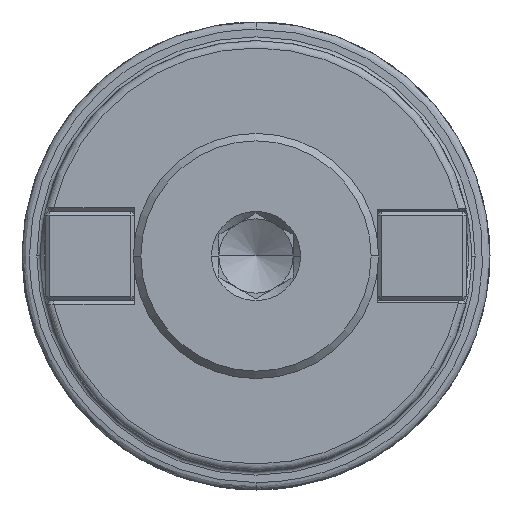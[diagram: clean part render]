
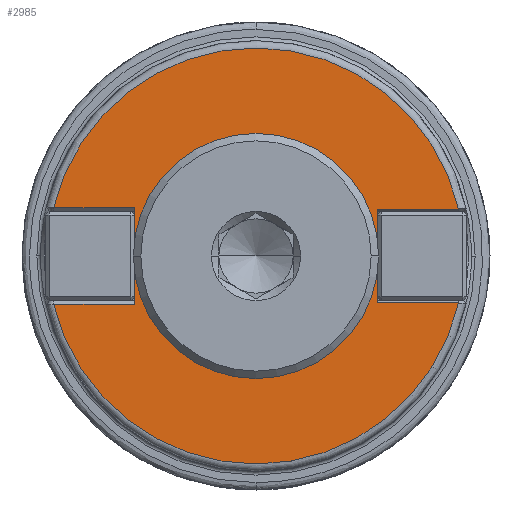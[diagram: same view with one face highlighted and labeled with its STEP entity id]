
A CAD part, front view. The second image highlights one B-rep face of the part: STEP entity #2985.
In plain terms, the highlighted planar face has unit normal (0, -1, 0).
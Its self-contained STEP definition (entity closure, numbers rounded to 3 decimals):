
#194 = FACE_BOUND ( 'NONE', #7314, .T. ) ;
#234 = EDGE_CURVE ( 'NONE', #9735, #908, #7221, .T. ) ;
#444 = VECTOR ( 'NONE', #3913, 1000. ) ;
#582 = VERTEX_POINT ( 'NONE', #890 ) ;
#612 = ORIENTED_EDGE ( 'NONE', *, *, #5631, .T. ) ;
#635 = ORIENTED_EDGE ( 'NONE', *, *, #9984, .F. ) ;
#641 = DIRECTION ( 'NONE',  ( 0., -1., 0. ) ) ;
#721 = AXIS2_PLACEMENT_3D ( 'NONE', #5172, #1136, #6077 ) ;
#821 = LINE ( 'NONE', #3961, #5221 ) ;
#890 = CARTESIAN_POINT ( 'NONE',  ( -27.235, -100., -6.5 ) ) ;
#908 = VERTEX_POINT ( 'NONE', #6126 ) ;
#911 = VERTEX_POINT ( 'NONE', #6167 ) ;
#1136 = DIRECTION ( 'NONE',  ( 0., -1., 0. ) ) ;
#1348 = CARTESIAN_POINT ( 'NONE',  ( 29., -100., -6.317 ) ) ;
#1401 = EDGE_CURVE ( 'NONE', #2175, #2021, #10569, .T. ) ;
#1617 = CARTESIAN_POINT ( 'NONE',  ( 0., -100., 0. ) ) ;
#1626 = EDGE_LOOP ( 'NONE', ( #2514, #3003, #2871, #5844, #2392, #612, #7586, #10489 ) ) ;
#1650 = DIRECTION ( 'NONE',  ( 0., -1., 0. ) ) ;
#1684 = VERTEX_POINT ( 'NONE', #8705 ) ;
#1791 = EDGE_CURVE ( 'NONE', #1684, #911, #10689, .T. ) ;
#2021 = VERTEX_POINT ( 'NONE', #6030 ) ;
#2134 = VECTOR ( 'NONE', #9733, 1000. ) ;
#2160 = CARTESIAN_POINT ( 'NONE',  ( 27.278, -100., -6.317 ) ) ;
#2175 = VERTEX_POINT ( 'NONE', #2160 ) ;
#2392 = ORIENTED_EDGE ( 'NONE', *, *, #5060, .F. ) ;
#2415 = FACE_OUTER_BOUND ( 'NONE', #1626, .T. ) ;
#2456 = DIRECTION ( 'NONE',  ( -1., 0., 0. ) ) ;
#2514 = ORIENTED_EDGE ( 'NONE', *, *, #1791, .F. ) ;
#2871 = ORIENTED_EDGE ( 'NONE', *, *, #9040, .T. ) ;
#2985 = ADVANCED_FACE ( 'NONE', ( #194, #2415 ), #3024, .F. ) ;
#3003 = ORIENTED_EDGE ( 'NONE', *, *, #4762, .T. ) ;
#3024 = PLANE ( 'NONE',  #3776 ) ;
#3525 = VERTEX_POINT ( 'NONE', #9140 ) ;
#3771 = VERTEX_POINT ( 'NONE', #6033 ) ;
#3776 = AXIS2_PLACEMENT_3D ( 'NONE', #9630, #8826, #3832 ) ;
#3832 = DIRECTION ( 'NONE',  ( -1., 0., 0. ) ) ;
#3866 = DIRECTION ( 'NONE',  ( 1., 0., 0. ) ) ;
#3913 = DIRECTION ( 'NONE',  ( -1., 0., 0. ) ) ;
#3922 = VECTOR ( 'NONE', #3989, 1000. ) ;
#3961 = CARTESIAN_POINT ( 'NONE',  ( 16.35, -100., 6. ) ) ;
#3989 = DIRECTION ( 'NONE',  ( -1., 0., 0. ) ) ;
#4365 = CIRCLE ( 'NONE', #8467, 28. ) ;
#4453 = CARTESIAN_POINT ( 'NONE',  ( -16.35, -100., -6. ) ) ;
#4560 = VECTOR ( 'NONE', #3866, 1000. ) ;
#4762 = EDGE_CURVE ( 'NONE', #1684, #582, #9003, .T. ) ;
#4991 = CARTESIAN_POINT ( 'NONE',  ( 27.278, -100., 6.317 ) ) ;
#5060 = EDGE_CURVE ( 'NONE', #3525, #2021, #821, .T. ) ;
#5172 = CARTESIAN_POINT ( 'NONE',  ( 0., -100., 0. ) ) ;
#5221 = VECTOR ( 'NONE', #9797, 1000. ) ;
#5293 = VERTEX_POINT ( 'NONE', #6583 ) ;
#5472 = ORIENTED_EDGE ( 'NONE', *, *, #7778, .F. ) ;
#5567 = EDGE_CURVE ( 'NONE', #908, #911, #6791, .T. ) ;
#5599 = CARTESIAN_POINT ( 'NONE',  ( 0., -100., 0. ) ) ;
#5631 = EDGE_CURVE ( 'NONE', #3525, #9735, #6507, .T. ) ;
#5844 = ORIENTED_EDGE ( 'NONE', *, *, #1401, .T. ) ;
#6030 = CARTESIAN_POINT ( 'NONE',  ( 16.35, -100., -6.317 ) ) ;
#6033 = CARTESIAN_POINT ( 'NONE',  ( 14.8, -100., 0. ) ) ;
#6077 = DIRECTION ( 'NONE',  ( -1., 0., 0. ) ) ;
#6126 = CARTESIAN_POINT ( 'NONE',  ( -27.235, -100., 6.5 ) ) ;
#6167 = CARTESIAN_POINT ( 'NONE',  ( -16.35, -100., 6.5 ) ) ;
#6436 = DIRECTION ( 'NONE',  ( 1., 0., 0. ) ) ;
#6507 = LINE ( 'NONE', #10526, #2134 ) ;
#6583 = CARTESIAN_POINT ( 'NONE',  ( -14.8, -100., 0. ) ) ;
#6602 = CARTESIAN_POINT ( 'NONE',  ( 0., -100., 0. ) ) ;
#6791 = LINE ( 'NONE', #9673, #4560 ) ;
#7221 = CIRCLE ( 'NONE', #721, 28. ) ;
#7226 = CARTESIAN_POINT ( 'NONE',  ( -27.35, -100., -6.5 ) ) ;
#7314 = EDGE_LOOP ( 'NONE', ( #5472, #635 ) ) ;
#7329 = VECTOR ( 'NONE', #7790, 1000. ) ;
#7421 = DIRECTION ( 'NONE',  ( 0., -1., 0. ) ) ;
#7455 = DIRECTION ( 'NONE',  ( 1., 0., 0. ) ) ;
#7586 = ORIENTED_EDGE ( 'NONE', *, *, #234, .T. ) ;
#7778 = EDGE_CURVE ( 'NONE', #3771, #5293, #8840, .T. ) ;
#7790 = DIRECTION ( 'NONE',  ( 0., 0., 1. ) ) ;
#8017 = CIRCLE ( 'NONE', #8953, 14.8 ) ;
#8467 = AXIS2_PLACEMENT_3D ( 'NONE', #1617, #7421, #2456 ) ;
#8705 = CARTESIAN_POINT ( 'NONE',  ( -16.35, -100., -6.5 ) ) ;
#8756 = AXIS2_PLACEMENT_3D ( 'NONE', #5599, #641, #6436 ) ;
#8826 = DIRECTION ( 'NONE',  ( 0., 1., 0. ) ) ;
#8840 = CIRCLE ( 'NONE', #8756, 14.8 ) ;
#8953 = AXIS2_PLACEMENT_3D ( 'NONE', #6602, #1650, #7455 ) ;
#9003 = LINE ( 'NONE', #7226, #444 ) ;
#9040 = EDGE_CURVE ( 'NONE', #582, #2175, #4365, .T. ) ;
#9140 = CARTESIAN_POINT ( 'NONE',  ( 16.35, -100., 6.317 ) ) ;
#9630 = CARTESIAN_POINT ( 'NONE',  ( 29., -100., 0. ) ) ;
#9673 = CARTESIAN_POINT ( 'NONE',  ( 29., -100., 6.5 ) ) ;
#9733 = DIRECTION ( 'NONE',  ( 1., 0., 0. ) ) ;
#9735 = VERTEX_POINT ( 'NONE', #4991 ) ;
#9797 = DIRECTION ( 'NONE',  ( 0., 0., -1. ) ) ;
#9984 = EDGE_CURVE ( 'NONE', #5293, #3771, #8017, .T. ) ;
#10489 = ORIENTED_EDGE ( 'NONE', *, *, #5567, .T. ) ;
#10526 = CARTESIAN_POINT ( 'NONE',  ( 27.35, -100., 6.317 ) ) ;
#10569 = LINE ( 'NONE', #1348, #3922 ) ;
#10689 = LINE ( 'NONE', #4453, #7329 ) ;
